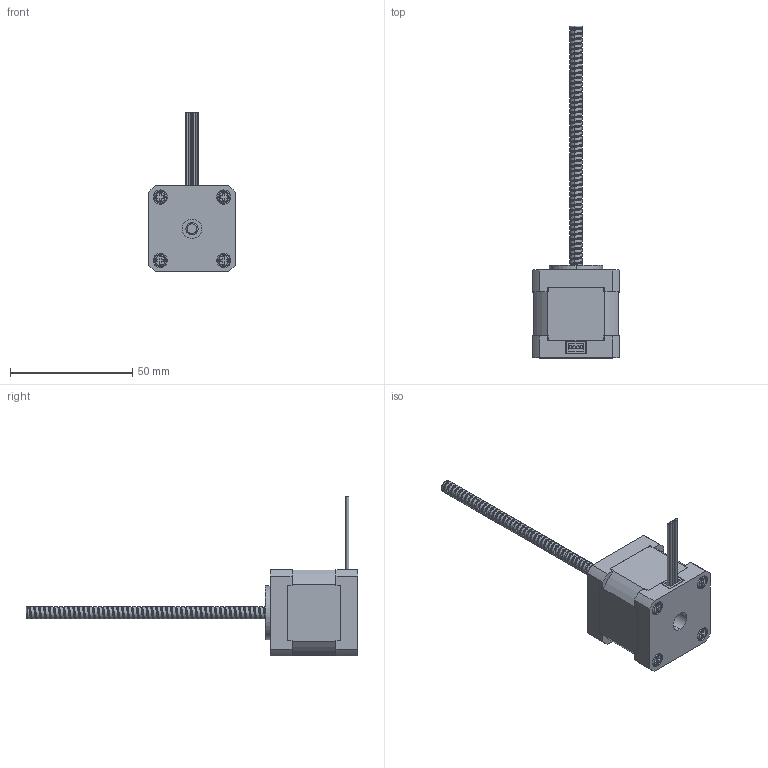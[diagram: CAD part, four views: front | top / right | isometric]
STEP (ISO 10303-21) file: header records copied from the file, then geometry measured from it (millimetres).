
FILE_DESCRIPTION (( 'STEP AP214' ), '1' );
FILE_NAME ('35H236-1004AST.STEP', '2022-02-22T05:52:41', ( '' ), ( '' ), 'SwSTEP 2.0', 'SolidWorks 2020', '' );
FILE_SCHEMA (( 'AUTOMOTIVE_DESIGN' ));
Length unit declared in the file: millimetre
Products named in the file (7): 佪裝; 隅赽; 35D16-B綴傷裔; 35H236-1004AST; M3蹟隊; 盄旰; 35D16-Aヶ傷裔
Assembly tree (9 placements, depth 2):
  35H236-1004AST
    隅赽
    35D16-Aヶ傷裔
    35D16-B綴傷裔
    佪裝
    盄旰
    M3蹟隊  x4
Bounding box: 35.3 x 136 x 65.45 mm (x, y, z)
Volume: 45884.1 mm3; surface area: 18446.9 mm2
Topology: 14 solids, 14 shells, 324 faces, 834 edges, 547 vertices
Faces by surface type: cylinder 199, plane 102, torus 20, bspline 3
Entity records: 18529 total; most frequent: CARTESIAN_POINT 11805, ORIENTED_EDGE 1326, DIRECTION 1138, EDGE_CURVE 663, VERTEX_POINT 439, AXIS2_PLACEMENT_3D 421, LINE 296, VECTOR 296
